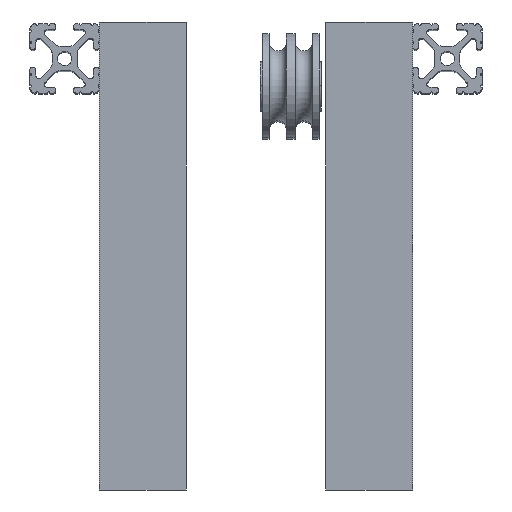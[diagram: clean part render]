
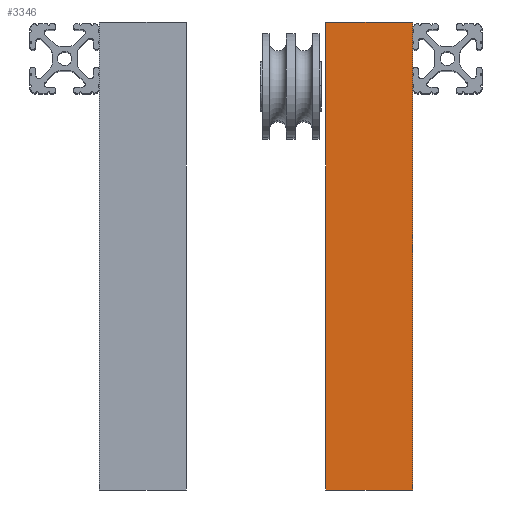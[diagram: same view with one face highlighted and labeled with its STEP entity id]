
A CAD part, top view. The second image highlights one B-rep face of the part: STEP entity #3346.
In plain terms, the highlighted planar face has unit normal (0, 0, 1).
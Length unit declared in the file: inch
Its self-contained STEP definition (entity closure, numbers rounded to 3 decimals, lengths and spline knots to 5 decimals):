
#315=FACE_OUTER_BOUND('',#502,.T.);
#502=EDGE_LOOP('',(#2935,#2936,#2937,#2938));
#772=LINE('',#5665,#1058);
#790=LINE('',#5722,#1076);
#791=LINE('',#5724,#1077);
#792=LINE('',#5725,#1078);
#1058=VECTOR('',#4628,0.3937);
#1076=VECTOR('',#4688,0.3937);
#1077=VECTOR('',#4691,0.3937);
#1078=VECTOR('',#4692,0.3937);
#1581=VERTEX_POINT('',#5662);
#1582=VERTEX_POINT('',#5664);
#1599=VERTEX_POINT('',#5718);
#1600=VERTEX_POINT('',#5720);
#2030=EDGE_CURVE('',#1581,#1582,#772,.T.);
#2058=EDGE_CURVE('',#1599,#1600,#790,.T.);
#2059=EDGE_CURVE('',#1581,#1599,#791,.T.);
#2060=EDGE_CURVE('',#1582,#1600,#792,.T.);
#2935=ORIENTED_EDGE('',*,*,#2059,.T.);
#2936=ORIENTED_EDGE('',*,*,#2058,.T.);
#2937=ORIENTED_EDGE('',*,*,#2060,.F.);
#2938=ORIENTED_EDGE('',*,*,#2030,.F.);
#3184=PLANE('',#3745);
#3346=ADVANCED_FACE('',(#315),#3184,.T.);
#3745=AXIS2_PLACEMENT_3D('',#5723,#4689,#4690);
#4628=DIRECTION('',(1.,0.,0.));
#4688=DIRECTION('',(1.,0.,0.));
#4689=DIRECTION('center_axis',(0.,0.,1.));
#4690=DIRECTION('ref_axis',(0.,-1.,0.));
#4691=DIRECTION('',(0.,-1.,0.));
#4692=DIRECTION('',(0.,-1.,0.));
#5662=CARTESIAN_POINT('',(1.,26.,22.));
#5664=CARTESIAN_POINT('',(2.25,26.,22.));
#5665=CARTESIAN_POINT('',(1.,26.,22.));
#5718=CARTESIAN_POINT('',(1.,19.27246,22.));
#5720=CARTESIAN_POINT('',(2.25,19.27246,22.));
#5722=CARTESIAN_POINT('',(1.,19.27246,22.));
#5723=CARTESIAN_POINT('Origin',(1.,26.,22.));
#5724=CARTESIAN_POINT('',(1.,26.,22.));
#5725=CARTESIAN_POINT('',(2.25,26.,22.));
